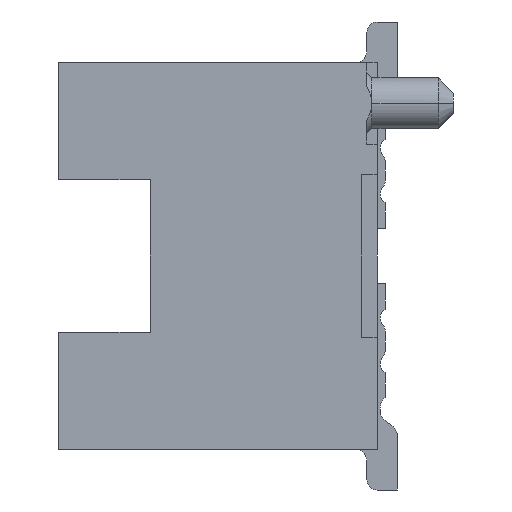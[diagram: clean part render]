
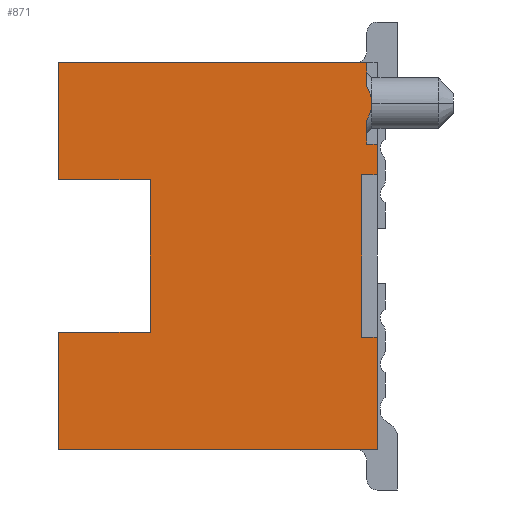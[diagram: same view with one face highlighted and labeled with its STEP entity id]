
A CAD part, left-side view. The second image highlights one B-rep face of the part: STEP entity #871.
In plain terms, the highlighted planar face has unit normal (-1, 0, 0).
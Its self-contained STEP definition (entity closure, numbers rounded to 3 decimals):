
#176=CARTESIAN_POINT('',(-6.05,0.1,1.666));
#177=VERTEX_POINT('',#176);
#190=CARTESIAN_POINT('',(-6.05,0.05,1.5));
#191=VERTEX_POINT('',#190);
#192=CARTESIAN_POINT('',(-6.05,0.1,1.666));
#193=CARTESIAN_POINT('',(-6.05,0.089,1.647));
#194=CARTESIAN_POINT('',(-6.05,0.072,1.611));
#195=CARTESIAN_POINT('',(-6.05,0.054,1.555));
#196=CARTESIAN_POINT('',(-6.05,0.05,1.518));
#197=CARTESIAN_POINT('',(-6.05,0.05,1.5));
#198=B_SPLINE_CURVE_WITH_KNOTS('',3,(#192,#193,#194,#195,#196,#197),.UNSPECIFIED.,.F.,.U.,(4,1,1,4),(0.,0.367,0.694,1.),.UNSPECIFIED.);
#199=EDGE_CURVE('',#177,#191,#198,.T.);
#666=CARTESIAN_POINT('',(-6.05,0.1,1.1));
#667=VERTEX_POINT('',#666);
#677=CARTESIAN_POINT('',(-6.05,0.,1.1));
#678=VERTEX_POINT('',#677);
#679=CARTESIAN_POINT('',(-6.05,0.1,1.1));
#680=CARTESIAN_POINT('',(-6.05,0.08,1.1));
#681=CARTESIAN_POINT('',(-6.05,0.06,1.1));
#682=CARTESIAN_POINT('',(-6.05,0.04,1.1));
#683=CARTESIAN_POINT('',(-6.05,0.02,1.1));
#684=CARTESIAN_POINT('',(-6.05,0.,1.1));
#685=B_SPLINE_CURVE_WITH_KNOTS('',5,(#679,#680,#681,#682,#683,#684),.UNSPECIFIED.,.F.,.U.,(6,6),(0.,0.1),.UNSPECIFIED.);
#686=EDGE_CURVE('',#667,#678,#685,.T.);
#700=CARTESIAN_POINT('',(-6.05,1.565,0.));
#701=DIRECTION('',(0.,0.,1.));
#702=DIRECTION('',(-1.,0.,0.));
#703=AXIS2_PLACEMENT_3D('',#700,#702,#701);
#704=PLANE('',#703);
#705=CARTESIAN_POINT('',(-6.05,0.15,0.8));
#706=VERTEX_POINT('',#705);
#707=CARTESIAN_POINT('',(-6.05,0.,0.8));
#708=VERTEX_POINT('',#707);
#709=CARTESIAN_POINT('',(-6.05,0.15,0.8));
#710=CARTESIAN_POINT('',(-6.05,0.12,0.8));
#711=CARTESIAN_POINT('',(-6.05,0.09,0.8));
#712=CARTESIAN_POINT('',(-6.05,0.06,0.8));
#713=CARTESIAN_POINT('',(-6.05,0.03,0.8));
#714=CARTESIAN_POINT('',(-6.05,0.,0.8));
#715=B_SPLINE_CURVE_WITH_KNOTS('',5,(#709,#710,#711,#712,#713,#714),.UNSPECIFIED.,.F.,.U.,(6,6),(0.,0.15),.UNSPECIFIED.);
#716=EDGE_CURVE('',#706,#708,#715,.T.);
#717=ORIENTED_EDGE('',*,*,#716,.T.);
#718=CARTESIAN_POINT('',(-6.05,0.,1.1));
#719=CARTESIAN_POINT('',(-6.05,0.,1.04));
#720=CARTESIAN_POINT('',(-6.05,0.,0.98));
#721=CARTESIAN_POINT('',(-6.05,0.,0.92));
#722=CARTESIAN_POINT('',(-6.05,0.,0.86));
#723=CARTESIAN_POINT('',(-6.05,0.,0.8));
#724=B_SPLINE_CURVE_WITH_KNOTS('',5,(#718,#719,#720,#721,#722,#723),.UNSPECIFIED.,.F.,.U.,(6,6),(0.,0.3),.UNSPECIFIED.);
#725=EDGE_CURVE('',#678,#708,#724,.T.);
#726=ORIENTED_EDGE('',*,*,#725,.F.);
#727=ORIENTED_EDGE('',*,*,#686,.F.);
#728=CARTESIAN_POINT('',(-6.05,0.1,1.334));
#729=VERTEX_POINT('',#728);
#730=CARTESIAN_POINT('',(-6.05,0.1,1.1));
#731=CARTESIAN_POINT('',(-6.05,0.1,1.147));
#732=CARTESIAN_POINT('',(-6.05,0.1,1.194));
#733=CARTESIAN_POINT('',(-6.05,0.1,1.24));
#734=CARTESIAN_POINT('',(-6.05,0.1,1.287));
#735=CARTESIAN_POINT('',(-6.05,0.1,1.334));
#736=B_SPLINE_CURVE_WITH_KNOTS('',5,(#730,#731,#732,#733,#734,#735),.UNSPECIFIED.,.F.,.U.,(6,6),(0.,0.234),.UNSPECIFIED.);
#737=EDGE_CURVE('',#667,#729,#736,.T.);
#738=ORIENTED_EDGE('',*,*,#737,.T.);
#739=CARTESIAN_POINT('',(-6.05,0.1,1.334));
#740=CARTESIAN_POINT('',(-6.05,0.092,1.349));
#741=CARTESIAN_POINT('',(-6.05,0.078,1.377));
#742=CARTESIAN_POINT('',(-6.05,0.062,1.419));
#743=CARTESIAN_POINT('',(-6.05,0.052,1.46));
#744=CARTESIAN_POINT('',(-6.05,0.05,1.487));
#745=CARTESIAN_POINT('',(-6.05,0.05,1.5));
#746=B_SPLINE_CURVE_WITH_KNOTS('',3,(#739,#740,#741,#742,#743,#744,#745),.UNSPECIFIED.,.F.,.U.,(4,1,1,1,4),(0.,0.282,0.538,0.775,0.999),.UNSPECIFIED.);
#747=EDGE_CURVE('',#729,#191,#746,.T.);
#748=ORIENTED_EDGE('',*,*,#747,.T.);
#749=ORIENTED_EDGE('',*,*,#199,.F.);
#750=CARTESIAN_POINT('',(-6.05,0.1,1.9));
#751=VERTEX_POINT('',#750);
#752=CARTESIAN_POINT('',(-6.05,0.1,1.666));
#753=CARTESIAN_POINT('',(-6.05,0.1,1.713));
#754=CARTESIAN_POINT('',(-6.05,0.1,1.76));
#755=CARTESIAN_POINT('',(-6.05,0.1,1.806));
#756=CARTESIAN_POINT('',(-6.05,0.1,1.853));
#757=CARTESIAN_POINT('',(-6.05,0.1,1.9));
#758=B_SPLINE_CURVE_WITH_KNOTS('',5,(#752,#753,#754,#755,#756,#757),.UNSPECIFIED.,.F.,.U.,(6,6),(0.,0.234),.UNSPECIFIED.);
#759=EDGE_CURVE('',#177,#751,#758,.T.);
#760=ORIENTED_EDGE('',*,*,#759,.T.);
#761=CARTESIAN_POINT('',(-6.05,3.13,1.9));
#762=VERTEX_POINT('',#761);
#763=CARTESIAN_POINT('',(-6.05,3.13,1.9));
#764=CARTESIAN_POINT('',(-6.05,2.524,1.9));
#765=CARTESIAN_POINT('',(-6.05,1.918,1.9));
#766=CARTESIAN_POINT('',(-6.05,1.312,1.9));
#767=CARTESIAN_POINT('',(-6.05,0.706,1.9));
#768=CARTESIAN_POINT('',(-6.05,0.1,1.9));
#769=B_SPLINE_CURVE_WITH_KNOTS('',5,(#763,#764,#765,#766,#767,#768),.UNSPECIFIED.,.F.,.U.,(6,6),(0.,3.03),.UNSPECIFIED.);
#770=EDGE_CURVE('',#762,#751,#769,.T.);
#771=ORIENTED_EDGE('',*,*,#770,.F.);
#772=CARTESIAN_POINT('',(-6.05,3.13,0.75));
#773=VERTEX_POINT('',#772);
#774=CARTESIAN_POINT('',(-6.05,3.13,1.9));
#775=CARTESIAN_POINT('',(-6.05,3.13,1.67));
#776=CARTESIAN_POINT('',(-6.05,3.13,1.44));
#777=CARTESIAN_POINT('',(-6.05,3.13,1.21));
#778=CARTESIAN_POINT('',(-6.05,3.13,0.98));
#779=CARTESIAN_POINT('',(-6.05,3.13,0.75));
#780=B_SPLINE_CURVE_WITH_KNOTS('',5,(#774,#775,#776,#777,#778,#779),.UNSPECIFIED.,.F.,.U.,(6,6),(0.,1.15),.UNSPECIFIED.);
#781=EDGE_CURVE('',#762,#773,#780,.T.);
#782=ORIENTED_EDGE('',*,*,#781,.T.);
#783=CARTESIAN_POINT('',(-6.05,2.23,0.75));
#784=VERTEX_POINT('',#783);
#785=CARTESIAN_POINT('',(-6.05,3.13,0.75));
#786=CARTESIAN_POINT('',(-6.05,2.95,0.75));
#787=CARTESIAN_POINT('',(-6.05,2.77,0.75));
#788=CARTESIAN_POINT('',(-6.05,2.59,0.75));
#789=CARTESIAN_POINT('',(-6.05,2.41,0.75));
#790=CARTESIAN_POINT('',(-6.05,2.23,0.75));
#791=B_SPLINE_CURVE_WITH_KNOTS('',5,(#785,#786,#787,#788,#789,#790),.UNSPECIFIED.,.F.,.U.,(6,6),(0.,0.9),.UNSPECIFIED.);
#792=EDGE_CURVE('',#773,#784,#791,.T.);
#793=ORIENTED_EDGE('',*,*,#792,.T.);
#794=CARTESIAN_POINT('',(-6.05,2.23,-0.75));
#795=VERTEX_POINT('',#794);
#796=CARTESIAN_POINT('',(-6.05,2.23,0.75));
#797=CARTESIAN_POINT('',(-6.05,2.23,0.45));
#798=CARTESIAN_POINT('',(-6.05,2.23,0.15));
#799=CARTESIAN_POINT('',(-6.05,2.23,-0.15));
#800=CARTESIAN_POINT('',(-6.05,2.23,-0.45));
#801=CARTESIAN_POINT('',(-6.05,2.23,-0.75));
#802=B_SPLINE_CURVE_WITH_KNOTS('',5,(#796,#797,#798,#799,#800,#801),.UNSPECIFIED.,.F.,.U.,(6,6),(0.,1.5),.UNSPECIFIED.);
#803=EDGE_CURVE('',#784,#795,#802,.T.);
#804=ORIENTED_EDGE('',*,*,#803,.T.);
#805=CARTESIAN_POINT('',(-6.05,3.13,-0.75));
#806=VERTEX_POINT('',#805);
#807=CARTESIAN_POINT('',(-6.05,2.23,-0.75));
#808=CARTESIAN_POINT('',(-6.05,2.41,-0.75));
#809=CARTESIAN_POINT('',(-6.05,2.59,-0.75));
#810=CARTESIAN_POINT('',(-6.05,2.77,-0.75));
#811=CARTESIAN_POINT('',(-6.05,2.95,-0.75));
#812=CARTESIAN_POINT('',(-6.05,3.13,-0.75));
#813=B_SPLINE_CURVE_WITH_KNOTS('',5,(#807,#808,#809,#810,#811,#812),.UNSPECIFIED.,.F.,.U.,(6,6),(0.,0.9),.UNSPECIFIED.);
#814=EDGE_CURVE('',#795,#806,#813,.T.);
#815=ORIENTED_EDGE('',*,*,#814,.T.);
#816=CARTESIAN_POINT('',(-6.05,3.13,-1.9));
#817=VERTEX_POINT('',#816);
#818=CARTESIAN_POINT('',(-6.05,3.13,-0.75));
#819=CARTESIAN_POINT('',(-6.05,3.13,-0.98));
#820=CARTESIAN_POINT('',(-6.05,3.13,-1.21));
#821=CARTESIAN_POINT('',(-6.05,3.13,-1.44));
#822=CARTESIAN_POINT('',(-6.05,3.13,-1.67));
#823=CARTESIAN_POINT('',(-6.05,3.13,-1.9));
#824=B_SPLINE_CURVE_WITH_KNOTS('',5,(#818,#819,#820,#821,#822,#823),.UNSPECIFIED.,.F.,.U.,(6,6),(0.,1.15),.UNSPECIFIED.);
#825=EDGE_CURVE('',#806,#817,#824,.T.);
#826=ORIENTED_EDGE('',*,*,#825,.T.);
#827=CARTESIAN_POINT('',(-6.05,0.,-1.9));
#828=VERTEX_POINT('',#827);
#829=CARTESIAN_POINT('',(-6.05,3.13,-1.9));
#830=CARTESIAN_POINT('',(-6.05,2.504,-1.9));
#831=CARTESIAN_POINT('',(-6.05,1.878,-1.9));
#832=CARTESIAN_POINT('',(-6.05,1.252,-1.9));
#833=CARTESIAN_POINT('',(-6.05,0.626,-1.9));
#834=CARTESIAN_POINT('',(-6.05,0.,-1.9));
#835=B_SPLINE_CURVE_WITH_KNOTS('',5,(#829,#830,#831,#832,#833,#834),.UNSPECIFIED.,.F.,.U.,(6,6),(0.,3.13),.UNSPECIFIED.);
#836=EDGE_CURVE('',#817,#828,#835,.T.);
#837=ORIENTED_EDGE('',*,*,#836,.T.);
#838=CARTESIAN_POINT('',(-6.05,0.,-0.8));
#839=VERTEX_POINT('',#838);
#840=CARTESIAN_POINT('',(-6.05,0.,-0.8));
#841=CARTESIAN_POINT('',(-6.05,0.,-1.02));
#842=CARTESIAN_POINT('',(-6.05,0.,-1.24));
#843=CARTESIAN_POINT('',(-6.05,0.,-1.46));
#844=CARTESIAN_POINT('',(-6.05,0.,-1.68));
#845=CARTESIAN_POINT('',(-6.05,0.,-1.9));
#846=B_SPLINE_CURVE_WITH_KNOTS('',5,(#840,#841,#842,#843,#844,#845),.UNSPECIFIED.,.F.,.U.,(6,6),(0.,1.1),.UNSPECIFIED.);
#847=EDGE_CURVE('',#839,#828,#846,.T.);
#848=ORIENTED_EDGE('',*,*,#847,.F.);
#849=CARTESIAN_POINT('',(-6.05,0.15,-0.8));
#850=VERTEX_POINT('',#849);
#851=CARTESIAN_POINT('',(-6.05,0.,-0.8));
#852=CARTESIAN_POINT('',(-6.05,0.03,-0.8));
#853=CARTESIAN_POINT('',(-6.05,0.06,-0.8));
#854=CARTESIAN_POINT('',(-6.05,0.09,-0.8));
#855=CARTESIAN_POINT('',(-6.05,0.12,-0.8));
#856=CARTESIAN_POINT('',(-6.05,0.15,-0.8));
#857=B_SPLINE_CURVE_WITH_KNOTS('',5,(#851,#852,#853,#854,#855,#856),.UNSPECIFIED.,.F.,.U.,(6,6),(0.,0.15),.UNSPECIFIED.);
#858=EDGE_CURVE('',#839,#850,#857,.T.);
#859=ORIENTED_EDGE('',*,*,#858,.T.);
#860=CARTESIAN_POINT('',(-6.05,0.15,-0.8));
#861=CARTESIAN_POINT('',(-6.05,0.15,-0.48));
#862=CARTESIAN_POINT('',(-6.05,0.15,-0.16));
#863=CARTESIAN_POINT('',(-6.05,0.15,0.16));
#864=CARTESIAN_POINT('',(-6.05,0.15,0.48));
#865=CARTESIAN_POINT('',(-6.05,0.15,0.8));
#866=B_SPLINE_CURVE_WITH_KNOTS('',5,(#860,#861,#862,#863,#864,#865),.UNSPECIFIED.,.F.,.U.,(6,6),(0.,1.6),.UNSPECIFIED.);
#867=EDGE_CURVE('',#850,#706,#866,.T.);
#868=ORIENTED_EDGE('',*,*,#867,.T.);
#869=EDGE_LOOP('',(#717,#726,#727,#738,#748,#749,#760,#771,#782,#793,#804,#815,#826,#837,#848,#859,#868));
#870=FACE_OUTER_BOUND('',#869,.T.);
#871=ADVANCED_FACE('',(#870),#704,.T.);
